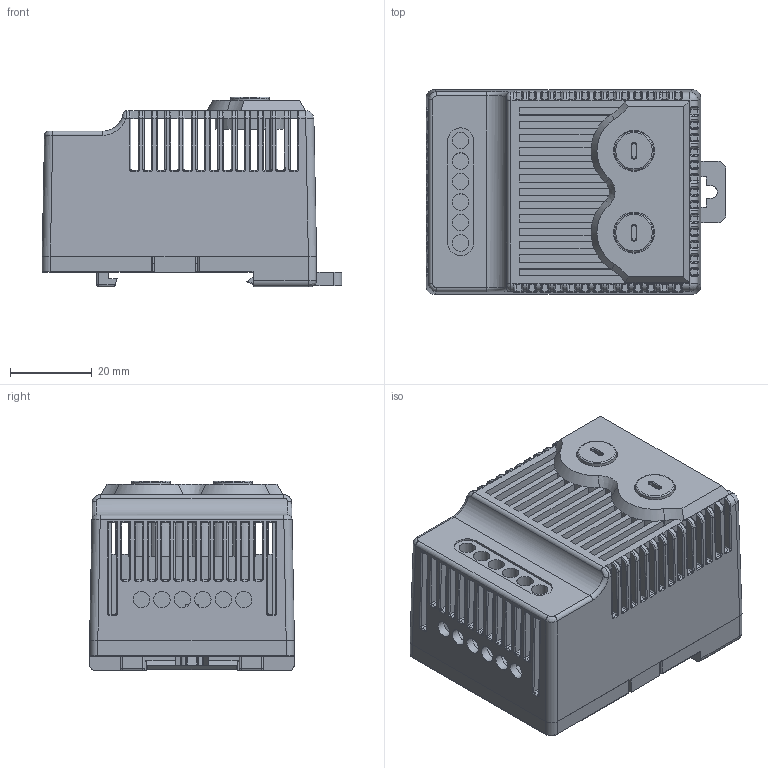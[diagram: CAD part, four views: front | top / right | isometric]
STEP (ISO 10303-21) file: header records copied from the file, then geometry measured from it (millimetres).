
FILE_DESCRIPTION(/* description */ (''),/* implementation_level */ '2;1');
FILE_NAME(/* name */ 'MTP-FH06.stp',/* time_stamp */ '2023-12-19T10:34:09+03:00',/* author */ ('Василий'),/* organization */ (''),/* preprocessor_version */ 'ST-DEVELOPER v18.1',/* originating_system */ 'Autodesk Inventor 2022',/* authorisation */ '');
FILE_SCHEMA (('AUTOMOTIVE_DESIGN { 1 0 10303 214 3 1 1 }'));
Length unit declared in the file: millimetre
Products named in the file (1): MTP-FH06
Bounding box: 73.17 x 50 x 46.3 mm (x, y, z)
Volume: 30895.5 mm3; surface area: 39200.1 mm2
Topology: 5 solids, 5 shells, 1266 faces, 3447 edges, 2098 vertices
Faces by surface type: plane 551, cylinder 484, bspline 120, torus 91, cone 10, sphere 10
Full cylindrical faces by diameter (mm): 4 x12, 9.5 x2, 10 x2, 11.8 x2, 14.8 x2, 15 x2, 17 x2
Entity records: 41609 total; most frequent: CARTESIAN_POINT 8584, DIRECTION 6981, ORIENTED_EDGE 6874, EDGE_CURVE 3437, AXIS2_PLACEMENT_3D 2426, LINE 2129, VECTOR 2129, VERTEX_POINT 2098
